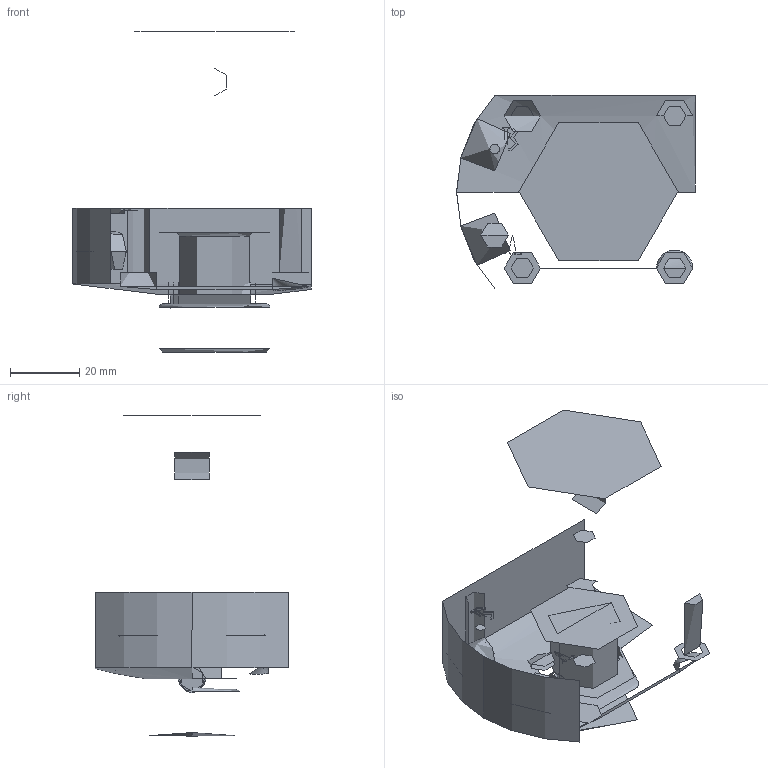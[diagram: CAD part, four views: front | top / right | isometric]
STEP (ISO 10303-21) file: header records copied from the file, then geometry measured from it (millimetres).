
FILE_DESCRIPTION (( 'STEP AP203' ), '1' );
FILE_NAME ('HNUD-32.STEP', '2020-09-15T07:17:19', ( '微软用户' ), ( '微软中国' ), 'SwSTEP 2.0', 'SolidWorks 2012', '' );
FILE_SCHEMA (( 'CONFIG_CONTROL_DESIGN' ));
Length unit declared in the file: millimetre
Products named in the file (6): HNUD-32; circlips for shaft--type a small gb_GB_CONNECTING_PIECE_RING_RRA 8; HNUD-32种; HNUD-32邧旋; HNUD-32活塞杆; HNU-32掛极_1
Assembly tree (6 placements, depth 2):
  HNUD-32
    HNU-32掛极_1
    HNUD-32活塞杆
    HNUD-32邧旋
    HNUD-32种
    circlips for shaft--type a small gb_GB_CONNECTING_PIECE_RING_RRA 8  x2
Bounding box: 69 x 56 x 92.5 mm (x, y, z)
Topology: 0 solids, 99 shells, 126 faces, 241 edges, 218 vertices
Faces by surface type: plane 60, cylinder 35, bspline 19, cone 12
Full cylindrical faces by diameter (mm): 3 x1, 6.5 x2, 7.4 x2, 8 x5, 10.5 x2, 10.7 x1, 48 x1, 50 x2
Entity records: 7618 total; most frequent: CARTESIAN_POINT 2479, DIRECTION 994, ORIENTED_EDGE 788, EDGE_CURVE 503, VERTEX_POINT 327, AXIS2_PLACEMENT_3D 299, LINE 261, VECTOR 261
